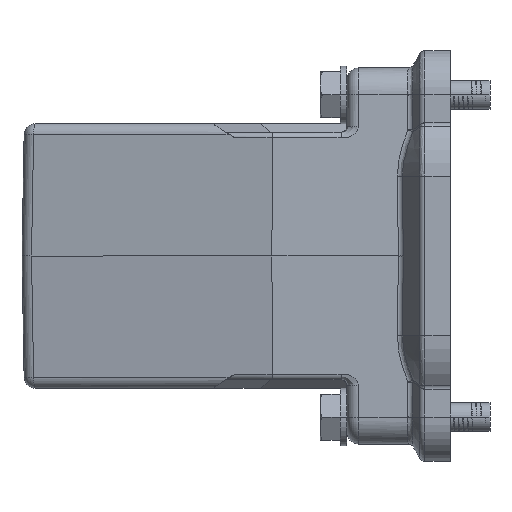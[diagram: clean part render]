
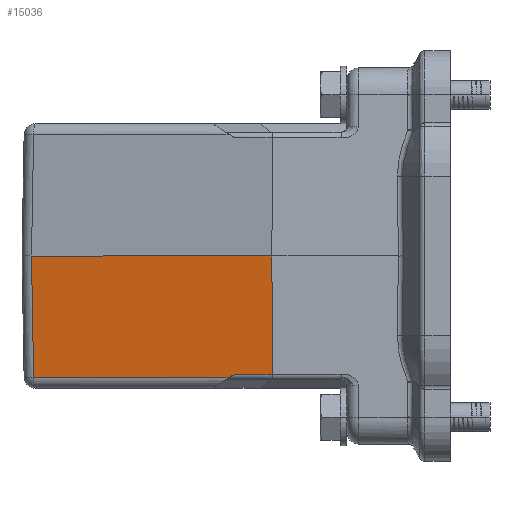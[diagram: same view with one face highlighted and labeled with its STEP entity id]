
A CAD part, left-side view. The second image highlights one B-rep face of the part: STEP entity #15036.
In plain terms, the highlighted planar face has unit normal (-0.985, 0.174, -0.018).
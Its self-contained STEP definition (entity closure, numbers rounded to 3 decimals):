
#330=DIRECTION('',(-0.174,-0.985,0.));
#331=VECTOR('',#330,42.441);
#332=CARTESIAN_POINT('',(-22.63,61.596,
0.));
#333=LINE('',#332,#331);
#334=DIRECTION('',(0.017,-0.002,-1.));
#335=VECTOR('',#334,20.521);
#336=CARTESIAN_POINT('',(-30.,19.8,0.));
#337=LINE('',#336,#335);
#338=DIRECTION('',(-0.015,0.017,1.));
#339=VECTOR('',#338,21.04);
#340=CARTESIAN_POINT('',(-22.322,61.229,-21.035));
#341=LINE('',#340,#339);
#573=DIRECTION('',(-0.174,-0.985,0.));
#574=VECTOR('',#573,34.663);
#575=CARTESIAN_POINT('',(-22.322,61.229,-21.035));
#576=LINE('',#575,#574);
#577=DIRECTION('',(-0.159,-0.854,0.495));
#578=VECTOR('',#577,1.046);
#579=CARTESIAN_POINT('',(-28.341,27.092,-21.035));
#580=LINE('',#579,#578);
#581=DIRECTION('',(-0.174,-0.985,0.));
#582=VECTOR('',#581,6.53);
#583=CARTESIAN_POINT('',(-28.508,26.199,-20.517));
#584=LINE('',#583,#582);
#12297=CARTESIAN_POINT('',(-29.642,19.769,
-20.517));
#12299=VERTEX_POINT('',#12297);
#12301=CARTESIAN_POINT('',(-30.,19.8,0.));
#12302=VERTEX_POINT('',#12301);
#12612=CARTESIAN_POINT('',(-22.63,61.596,
0.));
#12613=VERTEX_POINT('',#12612);
#12710=CARTESIAN_POINT('',(-22.322,61.229,
-21.035));
#12711=VERTEX_POINT('',#12710);
#12712=CARTESIAN_POINT('',(-28.508,26.199,
-20.517));
#12713=VERTEX_POINT('',#12712);
#12714=CARTESIAN_POINT('',(-28.341,27.092,
-21.035));
#12715=VERTEX_POINT('',#12714);
#15018=CARTESIAN_POINT('',(-26.134,40.666,
-10.517));
#15019=DIRECTION('',(0.985,-0.174,0.017));
#15020=DIRECTION('',(-0.174,-0.985,0.));
#15021=AXIS2_PLACEMENT_3D('',#15018,#15019,#15020);
#15022=PLANE('',#15021);
#15024=ORIENTED_EDGE('',*,*,#15023,.T.);
#15026=ORIENTED_EDGE('',*,*,#15025,.T.);
#15028=ORIENTED_EDGE('',*,*,#15027,.F.);
#15030=ORIENTED_EDGE('',*,*,#15029,.F.);
#15032=ORIENTED_EDGE('',*,*,#15031,.F.);
#15033=ORIENTED_EDGE('',*,*,#15008,.T.);
#15034=EDGE_LOOP('',(#15024,#15026,#15028,#15030,#15032,#15033));
#15035=FACE_OUTER_BOUND('',#15034,.F.);
#15036=ADVANCED_FACE('',(#15035),#15022,.F.);
#15008=EDGE_CURVE('',#12711,#12613,#341,.T.);
#15023=EDGE_CURVE('',#12613,#12302,#333,.T.);
#15025=EDGE_CURVE('',#12302,#12299,#337,.T.);
#15027=EDGE_CURVE('',#12713,#12299,#584,.T.);
#15029=EDGE_CURVE('',#12715,#12713,#580,.T.);
#15031=EDGE_CURVE('',#12711,#12715,#576,.T.);
